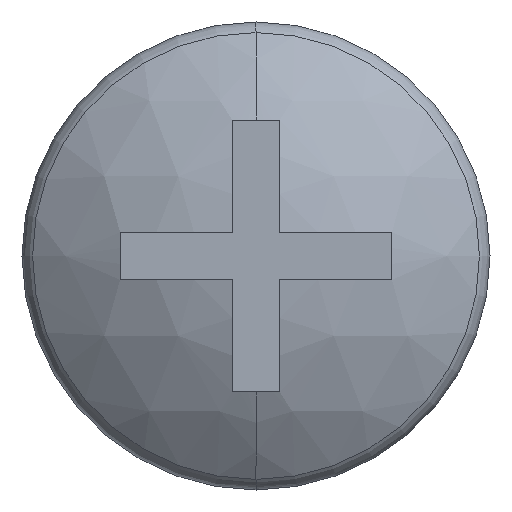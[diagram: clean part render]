
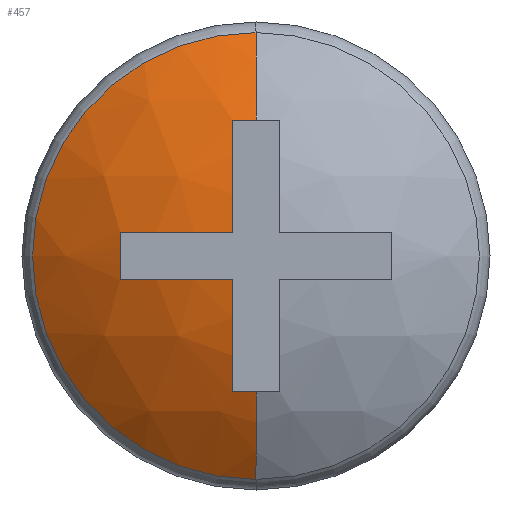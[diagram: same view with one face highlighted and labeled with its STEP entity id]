
A CAD part, left-side view. The second image highlights one B-rep face of the part: STEP entity #457.
In plain terms, the highlighted spherical face has radius 3.25 mm.
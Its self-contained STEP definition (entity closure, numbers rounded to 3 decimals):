
#110=CARTESIAN_POINT('POINT15',(-1.56,0.216,
   0.216));
#111=VERTEX_POINT('VERTEX15',#110);
#119=CARTESIAN_POINT('POINT16',(-1.325,0.216,
   1.232));
#120=VERTEX_POINT('VERTEX16',#119);
#127=CARTESIAN_POINT('POS14',(1.675,0.216,
   0.));
#128=DIRECTION('DIR17',(0.,1.,0.));
#129=DIRECTION('DIR18',(0.,0.,-1.));
#130=AXIS2_PLACEMENT_3D('AXIS4',#127,#128,#129);
#131=CIRCLE('ELLIPSE2',#130,3.243);
#132=EDGE_CURVE('EDGE17',#111,#120,#131,.T.);
#142=CARTESIAN_POINT('POINT17',(-1.325,1.232,
   0.216));
#143=VERTEX_POINT('VERTEX17',#142);
#144=CARTESIAN_POINT('POS16',(1.675,
   0.,0.216));
#145=DIRECTION('DIR21',(0.,0.,1.));
#146=DIRECTION('DIR22',(0.,1.,0.));
#147=AXIS2_PLACEMENT_3D('AXIS6',#144,#145,#146);
#148=CIRCLE('ELLIPSE3',#147,3.243);
#149=EDGE_CURVE('EDGE18',#143,#111,#148,.T.);
#167=CARTESIAN_POINT('POINT18',(-1.325,1.232,
   -0.216));
#168=VERTEX_POINT('VERTEX18',#167);
#169=CARTESIAN_POINT('POS19',(1.675,1.232,
   0.));
#170=DIRECTION('DIR26',(0.,1.,0.));
#171=DIRECTION('DIR27',(0.,0.,-1.));
#172=AXIS2_PLACEMENT_3D('AXIS8',#169,#170,#171);
#173=CIRCLE('ELLIPSE4',#172,3.008);
#174=EDGE_CURVE('EDGE20',#168,#143,#173,.T.);
#192=CARTESIAN_POINT('POINT19',(-1.56,0.216,
   -0.216));
#193=VERTEX_POINT('VERTEX19',#192);
#194=CARTESIAN_POINT('POS22',(1.675,
   0.,-0.216));
#195=DIRECTION('DIR31',(0.,0.,-1.));
#196=DIRECTION('DIR32',(0.,-1.,0.));
#197=AXIS2_PLACEMENT_3D('AXIS10',#194,#195,#196);
#198=CIRCLE('ELLIPSE5',#197,3.243);
#199=EDGE_CURVE('EDGE22',#193,#168,#198,.T.);
#218=CARTESIAN_POINT('POINT20',(-1.325,0.216,
   -1.232));
#219=VERTEX_POINT('VERTEX20',#218);
#220=EDGE_CURVE('EDGE24',#219,#193,#131,.T.);
#274=CARTESIAN_POINT('POINT24',(-1.332,
   0.,-1.232));
#275=VERTEX_POINT('VERTEX24',#274);
#276=CARTESIAN_POINT('POS30',(1.675,
   0.,-1.232));
#277=DIRECTION('DIR43',(0.,0.,-1.));
#278=DIRECTION('DIR44',(0.,-1.,0.));
#279=AXIS2_PLACEMENT_3D('AXIS14',#276,#277,#278);
#280=CIRCLE('ELLIPSE7',#279,3.008);
#291=EDGE_CURVE('EDGE32',#275,#219,#280,.T.);
#396=CARTESIAN_POINT('POINT30',(-1.332,
   0.,1.232));
#397=VERTEX_POINT('VERTEX30',#396);
#398=CARTESIAN_POINT('POS42',(1.675,
   0.,1.232));
#399=DIRECTION('DIR61',(0.,0.,1.));
#400=DIRECTION('DIR62',(0.,1.,0.));
#401=AXIS2_PLACEMENT_3D('AXIS20',#398,#399,#400);
#402=CIRCLE('ELLIPSE10',#401,3.008);
#403=EDGE_CURVE('EDGE43',#120,#397,#402,.T.);
#418=CARTESIAN_POINT('POINT31',(-0.867,
   0.,2.025));
#419=VERTEX_POINT('VERTEX31',#418);
#420=CARTESIAN_POINT('POS44',(1.675,
   0.,0.));
#421=DIRECTION('DIR65',(0.,-1.,
   0.));
#422=DIRECTION('DIR66',(0.,0.,1.));
#423=AXIS2_PLACEMENT_3D('AXIS22',#420,#421,#422);
#424=CIRCLE('ELLIPSE11',#423,3.25);
#425=EDGE_CURVE('EDGE45',#419,#397,#424,.T.);
#426=ORIENTED_EDGE('COEDGE73',*,*,#425,.F.);
#427=CARTESIAN_POINT('POINT32',(-0.867,
   0.,-2.025));
#428=VERTEX_POINT('VERTEX32',#427);
#429=CARTESIAN_POINT('POS45',(-0.867,0.,
   0.));
#430=DIRECTION('DIR67',(1.,0.,
   0.));
#431=DIRECTION('DIR68',(0.,0.,
   1.));
#432=AXIS2_PLACEMENT_3D('AXIS23',#429,#430,#431);
#433=CIRCLE('ELLIPSE12',#432,2.025);
#434=EDGE_CURVE('EDGE46',#428,#419,#433,.T.);
#435=ORIENTED_EDGE('COEDGE74',*,*,#434,.F.);
#436=CARTESIAN_POINT('POS46',(1.675,
   0.,0.));
#437=DIRECTION('DIR69',(0.,-1.,
   0.));
#438=DIRECTION('DIR70',(0.,0.,1.));
#439=AXIS2_PLACEMENT_3D('AXIS24',#436,#437,#438);
#440=CIRCLE('ELLIPSE13',#439,3.25);
#441=EDGE_CURVE('EDGE47',#275,#428,#440,.T.);
#442=ORIENTED_EDGE('COEDGE75',*,*,#441,.F.);
#443=ORIENTED_EDGE('COEDGE76',*,*,#291,.T.);
#444=ORIENTED_EDGE('COEDGE77',*,*,#220,.T.);
#445=ORIENTED_EDGE('COEDGE78',*,*,#199,.T.);
#446=ORIENTED_EDGE('COEDGE79',*,*,#174,.T.);
#447=ORIENTED_EDGE('COEDGE80',*,*,#149,.T.);
#448=ORIENTED_EDGE('COEDGE81',*,*,#132,.T.);
#449=ORIENTED_EDGE('COEDGE82',*,*,#403,.T.);
#450=EDGE_LOOP('NONE',(#426,#435,#442,#443,#444,#445,#446,#447,#448,#449
   ));
#451=FACE_BOUND('LOOP1',#450,.T.);
#452=CARTESIAN_POINT('POS47',(1.675,
   0.,0.));
#453=DIRECTION('DIR71',(0.,0.,1.));
#454=DIRECTION('DIR72',(1.,0.,0.));
#455=AXIS2_PLACEMENT_3D('AXIS25',#452,#453,#454);
#456=SPHERICAL_SURFACE('SPHERE_SURF1',#455,3.25);
#457=ADVANCED_FACE('FACE17',(#451),#456,.T.);
